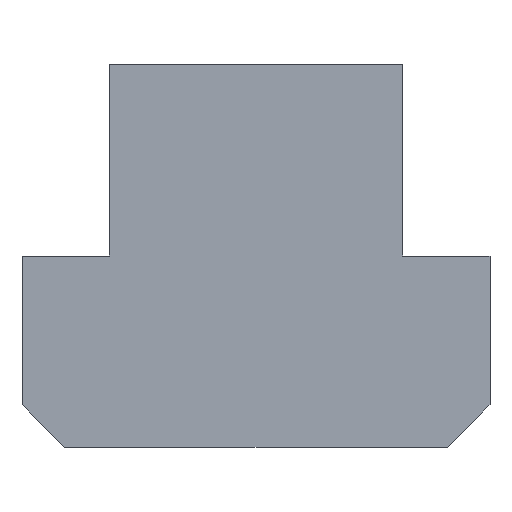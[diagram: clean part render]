
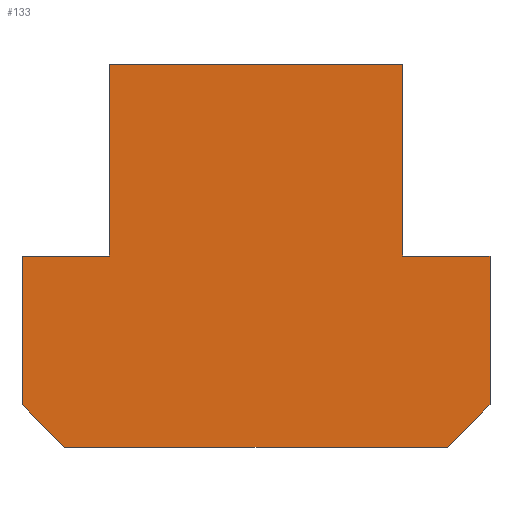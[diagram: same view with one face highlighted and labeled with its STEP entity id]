
A CAD part, front view. The second image highlights one B-rep face of the part: STEP entity #133.
In plain terms, the highlighted planar face has unit normal (0, -1, 0).
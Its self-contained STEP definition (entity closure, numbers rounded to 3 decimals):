
#117=EDGE_CURVE('',#145,#243,#315,.T.);
#121=EDGE_CURVE('',#161,#145,#320,.T.);
#133=ADVANCED_FACE('',(#334),#335,.T.);
#145=VERTEX_POINT('',#348);
#147=EDGE_CURVE('',#295,#161,#350,.T.);
#161=VERTEX_POINT('',#365);
#171=EDGE_CURVE('',#183,#275,#376,.T.);
#179=EDGE_CURVE('',#201,#183,#385,.T.);
#183=VERTEX_POINT('',#389);
#197=EDGE_CURVE('',#221,#201,#404,.T.);
#201=VERTEX_POINT('',#408);
#221=VERTEX_POINT('',#432);
#223=EDGE_CURVE('',#279,#221,#434,.T.);
#241=EDGE_CURVE('',#243,#263,#455,.T.);
#243=VERTEX_POINT('',#457);
#251=EDGE_CURVE('',#263,#279,#467,.T.);
#263=VERTEX_POINT('',#480);
#275=VERTEX_POINT('',#492);
#279=VERTEX_POINT('',#496);
#291=EDGE_CURVE('',#275,#295,#509,.T.);
#295=VERTEX_POINT('',#513);
#315=LINE('',#526,#527);
#320=LINE('',#533,#534);
#334=FACE_OUTER_BOUND('',#551,.T.);
#335=PLANE('',#552);
#348=CARTESIAN_POINT('',(22.0,-22.0,0.0));
#350=LINE('',#576,#577);
#365=CARTESIAN_POINT('',(13.8,-22.0,0.0));
#376=LINE('',#612,#613);
#385=LINE('',#625,#626);
#389=CARTESIAN_POINT('',(-13.8,-22.0,0.0));
#404=LINE('',#652,#653);
#408=CARTESIAN_POINT('',(-22.0,-22.0,0.0));
#432=CARTESIAN_POINT('',(-22.0,-22.0,-14.0));
#434=LINE('',#688,#689);
#455=LINE('',#719,#720);
#457=CARTESIAN_POINT('',(22.0,-22.0,-14.0));
#467=LINE('',#734,#735);
#480=CARTESIAN_POINT('',(18.,-22.0,-18.0));
#492=CARTESIAN_POINT('',(-13.8,-22.0,18.0));
#496=CARTESIAN_POINT('',(-18.,-22.0,-18.0));
#509=LINE('',#793,#794);
#513=CARTESIAN_POINT('',(13.8,-22.0,18.0));
#526=CARTESIAN_POINT('',(22.0,-22.0,-14.0));
#527=VECTOR('',#803,1.0);
#533=CARTESIAN_POINT('',(22.0,-22.0,0.0));
#534=VECTOR('',#812,1.0);
#551=EDGE_LOOP('',(#833,#834,#835,#836,#837,#838,#839,#840,#841,#842));
#552=AXIS2_PLACEMENT_3D('',#843,#844,#845);
#576=CARTESIAN_POINT('',(13.8,-22.0,0.0));
#577=VECTOR('',#858,1.0);
#612=CARTESIAN_POINT('',(-13.8,-22.0,18.0));
#613=VECTOR('',#879,1.0);
#625=CARTESIAN_POINT('',(-13.8,-22.0,0.0));
#626=VECTOR('',#894,1.0);
#652=CARTESIAN_POINT('',(-22.0,-22.0,0.0));
#653=VECTOR('',#906,1.0);
#688=CARTESIAN_POINT('',(-22.0,-22.0,-14.0));
#689=VECTOR('',#935,1.0);
#719=CARTESIAN_POINT('',(18.,-22.0,-18.0));
#720=VECTOR('',#963,1.0);
#734=CARTESIAN_POINT('',(-18.,-22.0,-18.0));
#735=VECTOR('',#989,1.0);
#793=CARTESIAN_POINT('',(13.8,-22.0,18.0));
#794=VECTOR('',#1021,1.0);
#803=DIRECTION('',(0.0,0.,-1.0));
#812=DIRECTION('',(1.0,0.0,0.0));
#833=ORIENTED_EDGE('',*,*,#241,.F.);
#834=ORIENTED_EDGE('',*,*,#117,.F.);
#835=ORIENTED_EDGE('',*,*,#121,.F.);
#836=ORIENTED_EDGE('',*,*,#147,.F.);
#837=ORIENTED_EDGE('',*,*,#291,.F.);
#838=ORIENTED_EDGE('',*,*,#171,.F.);
#839=ORIENTED_EDGE('',*,*,#179,.F.);
#840=ORIENTED_EDGE('',*,*,#197,.F.);
#841=ORIENTED_EDGE('',*,*,#223,.F.);
#842=ORIENTED_EDGE('',*,*,#251,.F.);
#843=CARTESIAN_POINT('',(0.,-22.0,-1.315));
#844=DIRECTION('',(0.0,-1.0,0.));
#845=DIRECTION('',(1.0,0.0,0.0));
#858=DIRECTION('',(0.0,0.,-1.0));
#879=DIRECTION('',(0.0,0.,1.0));
#894=DIRECTION('',(1.0,0.0,0.0));
#906=DIRECTION('',(0.0,0.,1.0));
#935=DIRECTION('',(-0.707,0.,0.707));
#963=DIRECTION('',(-0.707,0.,-0.707));
#989=DIRECTION('',(-1.0,0.0,0.0));
#1021=DIRECTION('',(1.0,0.0,0.0));
